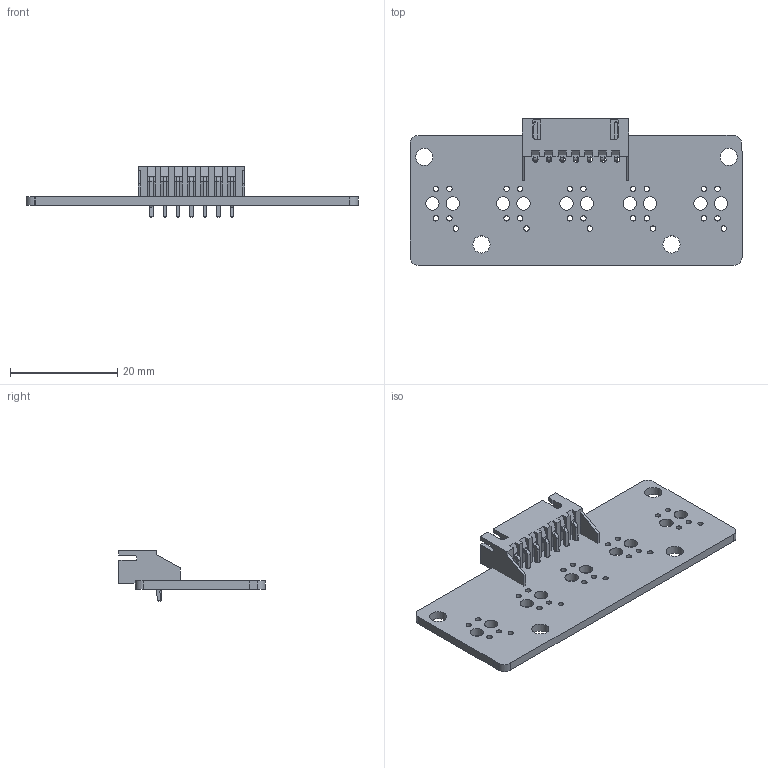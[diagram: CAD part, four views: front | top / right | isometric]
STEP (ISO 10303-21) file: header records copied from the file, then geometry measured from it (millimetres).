
FILE_DESCRIPTION(('KiCad electronic assembly'),'2;1');
FILE_NAME('lsa-2023.step','2022-11-22T16:00:48',('Pcbnew'),('Kicad'), 'Open CASCADE STEP processor 7.5','KiCad to STEP converter','Unknown' );
FILE_SCHEMA(('AUTOMOTIVE_DESIGN { 1 0 10303 214 1 1 1 1 }'));
Length unit declared in the file: millimetre
Products named in the file (4): lsa-2023 1; JST_XH_S7B-XH-A-1_1x07_P2.50mm_Horizontal; SOLID; _autosave-lsa PCB
Assembly tree (3 placements, depth 3):
  lsa-2023 1
    JST_XH_S7B-XH-A-1_1x07_P2.50mm_Horizontal
      SOLID
    _autosave-lsa PCB
Bounding box: 61.91 x 27.29 x 9.5 mm (x, y, z)
Volume: 2638.9 mm3; surface area: 4542.9 mm2
Topology: 2 solids, 2 shells, 308 faces, 820 edges, 530 vertices
Faces by surface type: plane 240, cylinder 68
Full cylindrical faces by diameter (mm): 1 x32, 2.5 x10, 3.2 x4
Entity records: 22123 total; most frequent: CARTESIAN_POINT 3326, DIRECTION 3216, LINE 2188, VECTOR 2188, ORIENTED_EDGE 1640, PCURVE 1640, DEFINITIONAL_REPRESENTATION 1640, EDGE_CURVE 820
